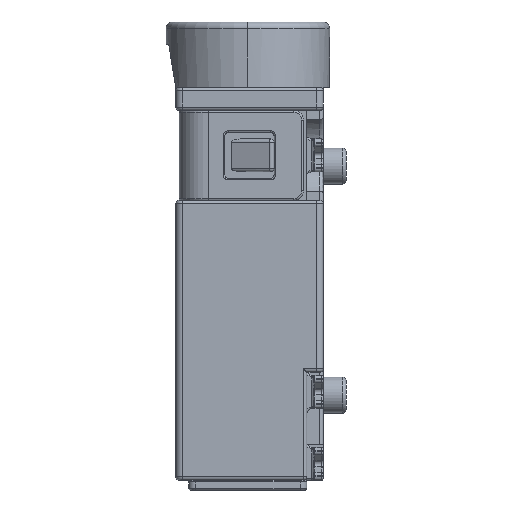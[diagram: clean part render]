
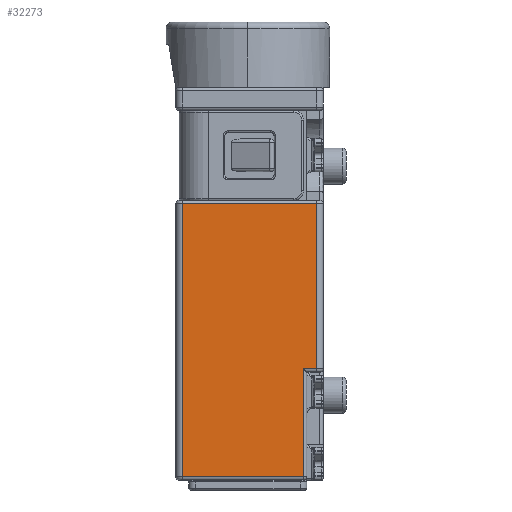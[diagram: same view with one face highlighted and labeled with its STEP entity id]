
A CAD part, left-side view. The second image highlights one B-rep face of the part: STEP entity #32273.
In plain terms, the highlighted planar face has unit normal (-1, 0, 0).
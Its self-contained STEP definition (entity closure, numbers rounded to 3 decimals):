
#20 = EDGE_LOOP ( 'NONE', ( #1610, #1616, #1613, #1620, #1624, #1627 ) ) ;
#1610 = ORIENTED_EDGE ( 'NONE', *, *, #27594, .T. ) ;
#1613 = ORIENTED_EDGE ( 'NONE', *, *, #27596, .T. ) ;
#1616 = ORIENTED_EDGE ( 'NONE', *, *, #27593, .T. ) ;
#1620 = ORIENTED_EDGE ( 'NONE', *, *, #27597, .T. ) ;
#1624 = ORIENTED_EDGE ( 'NONE', *, *, #27598, .T. ) ;
#1627 = ORIENTED_EDGE ( 'NONE', *, *, #27599, .T. ) ;
#5171 = LINE ( 'NONE', #5172, #9264 ) ;
#5172 = CARTESIAN_POINT ( 'NONE',  ( -3.2, 4.3, -3.55 ) ) ;
#5173 = DIRECTION ( 'NONE',  ( 0., 1., 0. ) ) ;
#5174 = LINE ( 'NONE', #5175, #9021 ) ;
#5175 = CARTESIAN_POINT ( 'NONE',  ( -3.2, 0.2, -12. ) ) ;
#5176 = DIRECTION ( 'NONE',  ( 0., 0., 1. ) ) ;
#5180 = LINE ( 'NONE', #5181, #9240 ) ;
#5181 = CARTESIAN_POINT ( 'NONE',  ( -3.2, 4.3, -12. ) ) ;
#5182 = DIRECTION ( 'NONE',  ( 0., 0., -1. ) ) ;
#5183 = LINE ( 'NONE', #5184, #9063 ) ;
#5184 = CARTESIAN_POINT ( 'NONE',  ( -3.2, 0., -11.9 ) ) ;
#5185 = DIRECTION ( 'NONE',  ( 0., -1., 0. ) ) ;
#5186 = LINE ( 'NONE', #5187, #9152 ) ;
#5187 = CARTESIAN_POINT ( 'NONE',  ( -3.2, 0.6, -8.7 ) ) ;
#5188 = DIRECTION ( 'NONE',  ( 0., 0., 1. ) ) ;
#5189 = LINE ( 'NONE', #5190, #9195 ) ;
#5190 = CARTESIAN_POINT ( 'NONE',  ( -3.2, 0.2, -8.6 ) ) ;
#5191 = DIRECTION ( 'NONE',  ( 0., -1., 0. ) ) ;
#7290 = FACE_OUTER_BOUND ( 'NONE', #20, .T. ) ;
#7293 = AXIS2_PLACEMENT_3D ( 'NONE', #11065, #11066, #11067 ) ;
#8824 = CARTESIAN_POINT ( 'NONE',  ( -3.2, 0.2, -3.55 ) ) ;
#9021 = VECTOR ( 'NONE', #5176, 1000. ) ;
#9063 = VECTOR ( 'NONE', #5185, 1000. ) ;
#9152 = VECTOR ( 'NONE', #5188, 1000. ) ;
#9195 = VECTOR ( 'NONE', #5191, 1000. ) ;
#9240 = VECTOR ( 'NONE', #5182, 1000. ) ;
#9264 = VECTOR ( 'NONE', #5173, 1000. ) ;
#10454 = CARTESIAN_POINT ( 'NONE',  ( -3.2, 4.3, -11.9 ) ) ;
#10498 = CARTESIAN_POINT ( 'NONE',  ( -3.2, 0.2, -8.6 ) ) ;
#10508 = CARTESIAN_POINT ( 'NONE',  ( -3.2, 4.3, -3.55 ) ) ;
#10776 = CARTESIAN_POINT ( 'NONE',  ( -3.2, 0.6, -8.6 ) ) ;
#11064 = PLANE ( 'NONE',  #7293 ) ;
#11065 = CARTESIAN_POINT ( 'NONE',  ( -3.2, 0., -12. ) ) ;
#11066 = DIRECTION ( 'NONE',  ( -1., 0., 0. ) ) ;
#11067 = DIRECTION ( 'NONE',  ( 0., 0., 1. ) ) ;
#11271 = CARTESIAN_POINT ( 'NONE',  ( -3.2, 0.6, -11.9 ) ) ;
#27593 = EDGE_CURVE ( 'NONE', #31790, #31898, #5171, .T. ) ;
#27594 = EDGE_CURVE ( 'NONE', #31888, #31790, #5174, .T. ) ;
#27596 = EDGE_CURVE ( 'NONE', #31898, #31844, #5180, .T. ) ;
#27597 = EDGE_CURVE ( 'NONE', #31844, #32408, #5183, .T. ) ;
#27598 = EDGE_CURVE ( 'NONE', #32408, #32055, #5186, .T. ) ;
#27599 = EDGE_CURVE ( 'NONE', #32055, #31888, #5189, .T. ) ;
#31790 = VERTEX_POINT ( 'NONE', #8824 ) ;
#31844 = VERTEX_POINT ( 'NONE', #10454 ) ;
#31888 = VERTEX_POINT ( 'NONE', #10498 ) ;
#31898 = VERTEX_POINT ( 'NONE', #10508 ) ;
#32055 = VERTEX_POINT ( 'NONE', #10776 ) ;
#32273 = ADVANCED_FACE ( 'NONE', ( #7290 ), #11064, .T. ) ;
#32408 = VERTEX_POINT ( 'NONE', #11271 ) ;
